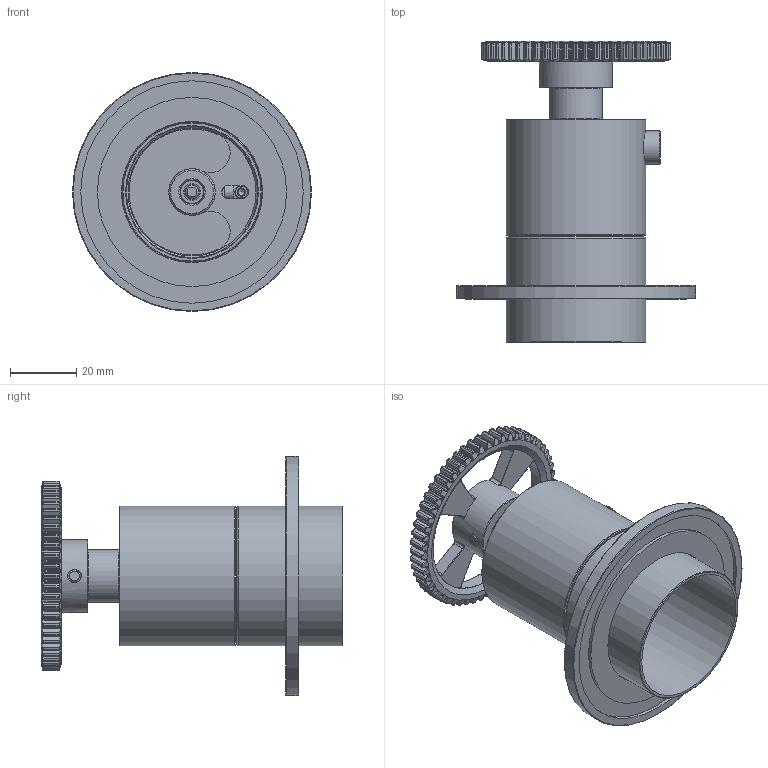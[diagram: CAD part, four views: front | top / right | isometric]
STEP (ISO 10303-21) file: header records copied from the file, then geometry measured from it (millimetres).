
FILE_DESCRIPTION(/* description */ ('Unknown'),/* implementation_level */ '2;1');
FILE_NAME(/* name */ 'CW7001EXT',/* time_stamp */ '2019-12-19T11:30:26+01:00',/* author */ ('Unknown'),/* organization */ ('Unknown'),/* preprocessor_version */ 'ST-DEVELOPER v16.7',/* originating_system */ 'DEX',/* authorisation */ $);
FILE_SCHEMA (('AUTOMOTIVE_DESIGN {1 0 10303 214 3 1 1}'));
Products named in the file (14): CW7001EXT; 100.000.01.10T.70C_8; CW7001-01; 100.000.01.10T.70C_10; 100.000.01.10T.70C_11; 100.000.01.10T.70C_13; 100.000.01.10T.70C_14; 100.000.01.10T.70C_15; 100.000.01.10T.70C_17; CW008-06; CW008-01; CW003-08; CW003-06; CW7068-02
Assembly tree (13 placements, depth 2):
  CW7001EXT
    100.000.01.10T.70C_8
    CW7001-01
    100.000.01.10T.70C_10
    100.000.01.10T.70C_11
    100.000.01.10T.70C_13
    100.000.01.10T.70C_14
    100.000.01.10T.70C_15
    100.000.01.10T.70C_17
    CW008-06
    CW008-01
    CW003-08
    CW003-06
    CW7068-02
Bounding box: 72 x 90.8 x 72 mm (x, y, z)
Volume: 40730.2 mm3; surface area: 39880.9 mm2
Topology: 12 solids, 12 shells, 1962 faces, 4690 edges, 2773 vertices
Faces by surface type: bspline 745, cylinder 565, plane 309, torus 293, cone 50
Full cylindrical faces by diameter (mm): 2 x1, 2.459 x1, 3 x1, 3.2 x1, 3.242 x1, 4 x3, 4.5 x2, 5 x3, 7 x1, 7.3 x1, 7.5 x1, 9 x1, 10 x2, 10.2 x1, 11 x1, 11.3 x1, 11.5 x1, 12 x1, 12.5 x1, 14 x3, 15 x1, 16 x1, 22 x1, 38.5 x1, 40 x1, 42 x2, 42.5 x2, 44.8 x1, 57 x1, 67 x1
Entity records: 74269 total; most frequent: CARTESIAN_POINT 22496, ORIENTED_EDGE 9114, DIRECTION 7229, EDGE_CURVE 4557, AXIS2_PLACEMENT_3D 3068, VERTEX_POINT 2737, FACE_BOUND 2102, EDGE_LOOP 2097
